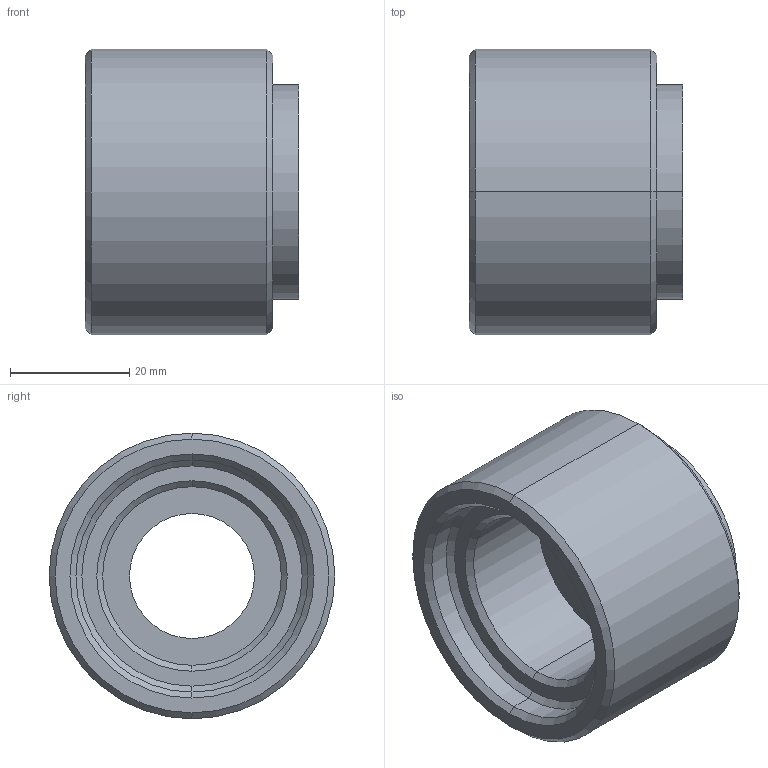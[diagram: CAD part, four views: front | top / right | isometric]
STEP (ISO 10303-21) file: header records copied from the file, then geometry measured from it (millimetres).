
FILE_DESCRIPTION (( 'STEP AP203' ), '1' );
FILE_NAME ('front wheel hub.STEP', '2017-03-10T10:21:33', ( '' ), ( '' ), 'SwSTEP 2.0', 'SolidWorks 2015', '' );
FILE_SCHEMA (( 'CONFIG_CONTROL_DESIGN' ));
Length unit declared in the file: millimetre
Products named in the file (1): front wheel hub
Bounding box: 35.9 x 48 x 48 mm (x, y, z)
Volume: 37310.2 mm3; surface area: 11910.2 mm2
Topology: 1 solids, 1 shells, 61 faces, 130 edges, 74 vertices
Faces by surface type: cylinder 26, cone 26, plane 9
Entity records: 1671 total; most frequent: DIRECTION 316, CARTESIAN_POINT 258, ORIENTED_EDGE 244, AXIS2_PLACEMENT_3D 132, EDGE_CURVE 122, EDGE_LOOP 74, VERTEX_POINT 74, CIRCLE 70
